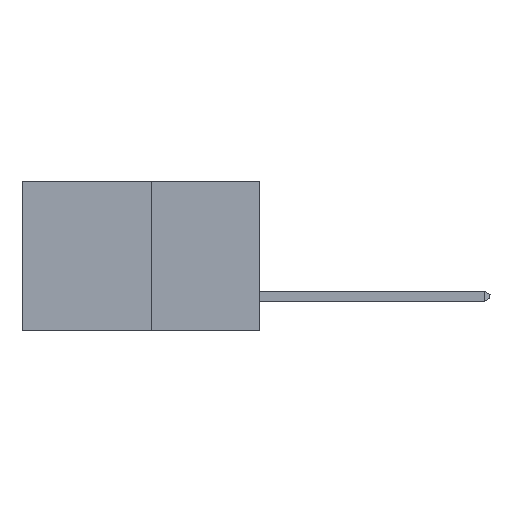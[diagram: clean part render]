
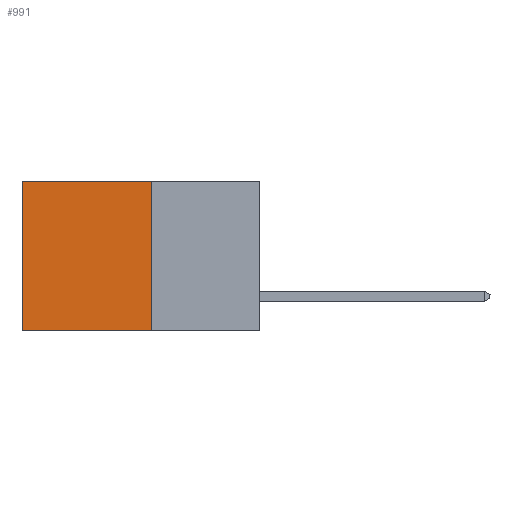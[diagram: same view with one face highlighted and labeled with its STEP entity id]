
A CAD part, left-side view. The second image highlights one B-rep face of the part: STEP entity #991.
In plain terms, the highlighted planar face has unit normal (-1, 0, 0).
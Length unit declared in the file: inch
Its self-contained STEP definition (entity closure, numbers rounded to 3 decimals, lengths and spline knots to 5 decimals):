
#44 = VERTEX_POINT ( 'NONE', #7069 ) ;
#239 = DIRECTION ( 'NONE',  ( 0., 0., -1. ) ) ;
#514 = EDGE_CURVE ( 'NONE', #5741, #44, #4766, .T. ) ;
#793 = AXIS2_PLACEMENT_3D ( 'NONE', #4431, #2641, #239 ) ;
#991 = ADVANCED_FACE ( 'NONE', ( #6406 ), #8476, .F. ) ;
#1375 = CARTESIAN_POINT ( 'NONE',  ( 0.277, 0.59, -0.37 ) ) ;
#1412 = LINE ( 'NONE', #6598, #9887 ) ;
#1737 = CARTESIAN_POINT ( 'NONE',  ( 0.277, 0.27, -0.37 ) ) ;
#1960 = DIRECTION ( 'NONE',  ( 0., 1., 0. ) ) ;
#1970 = LINE ( 'NONE', #10283, #6322 ) ;
#2230 = DIRECTION ( 'NONE',  ( 0., 1., 0. ) ) ;
#2641 = DIRECTION ( 'NONE',  ( 1., 0., 0. ) ) ;
#3337 = DIRECTION ( 'NONE',  ( 0., 0., -1. ) ) ;
#3597 = ORIENTED_EDGE ( 'NONE', *, *, #514, .T. ) ;
#3800 = CARTESIAN_POINT ( 'NONE',  ( 0.277, 0.27, 0. ) ) ;
#4335 = VECTOR ( 'NONE', #1960, 39.37008 ) ;
#4431 = CARTESIAN_POINT ( 'NONE',  ( 0.277, 0.27, -0.37 ) ) ;
#4506 = VECTOR ( 'NONE', #2230, 39.37008 ) ;
#4517 = EDGE_CURVE ( 'NONE', #6193, #9853, #8465, .T. ) ;
#4759 = ORIENTED_EDGE ( 'NONE', *, *, #4517, .F. ) ;
#4766 = LINE ( 'NONE', #3800, #4506 ) ;
#5194 = CARTESIAN_POINT ( 'NONE',  ( 0.277, 0.27, 0. ) ) ;
#5355 = DIRECTION ( 'NONE',  ( 0., 0., -1. ) ) ;
#5741 = VERTEX_POINT ( 'NONE', #5194 ) ;
#6193 = VERTEX_POINT ( 'NONE', #9127 ) ;
#6322 = VECTOR ( 'NONE', #5355, 39.37008 ) ;
#6406 = FACE_OUTER_BOUND ( 'NONE', #8681, .T. ) ;
#6598 = CARTESIAN_POINT ( 'NONE',  ( 0.277, 0.59, -0.37 ) ) ;
#7069 = CARTESIAN_POINT ( 'NONE',  ( 0.277, 0.59, 0. ) ) ;
#7118 = EDGE_CURVE ( 'NONE', #5741, #6193, #1970, .T. ) ;
#7678 = EDGE_CURVE ( 'NONE', #44, #9853, #1412, .T. ) ;
#8137 = ORIENTED_EDGE ( 'NONE', *, *, #7678, .T. ) ;
#8465 = LINE ( 'NONE', #1737, #4335 ) ;
#8476 = PLANE ( 'NONE',  #793 ) ;
#8681 = EDGE_LOOP ( 'NONE', ( #8137, #4759, #9741, #3597 ) ) ;
#9127 = CARTESIAN_POINT ( 'NONE',  ( 0.277, 0.27, -0.37 ) ) ;
#9741 = ORIENTED_EDGE ( 'NONE', *, *, #7118, .F. ) ;
#9853 = VERTEX_POINT ( 'NONE', #1375 ) ;
#9887 = VECTOR ( 'NONE', #3337, 39.37008 ) ;
#10283 = CARTESIAN_POINT ( 'NONE',  ( 0.277, 0.27, -0.37 ) ) ;
